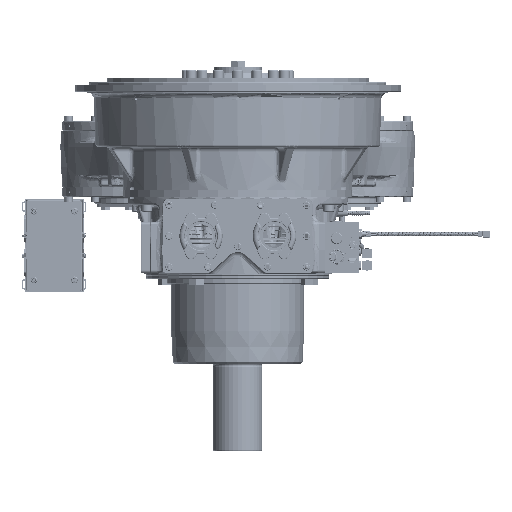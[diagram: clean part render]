
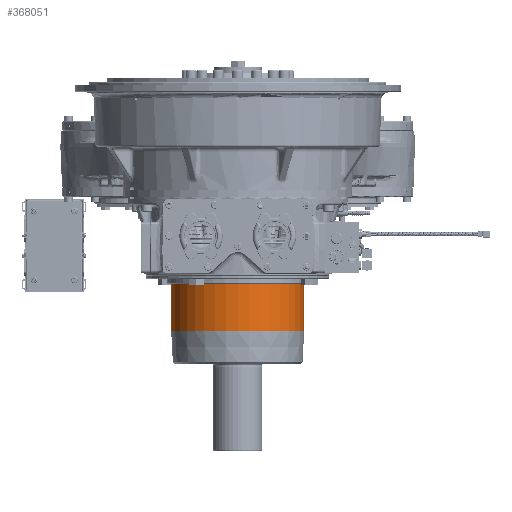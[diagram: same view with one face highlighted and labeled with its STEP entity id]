
A CAD part, front view. The second image highlights one B-rep face of the part: STEP entity #368051.
In plain terms, the highlighted cylindrical face has radius 145 mm (diameter 290 mm), a partial arc.
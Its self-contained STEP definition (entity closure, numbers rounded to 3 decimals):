
#20397 = EDGE_CURVE ( 'NONE', #281702, #410191, #419502, .T. ) ;
#40349 = DIRECTION ( 'NONE',  ( 0., 0., 1. ) ) ;
#57440 = DIRECTION ( 'NONE',  ( 0., 0., 1. ) ) ;
#63756 = CARTESIAN_POINT ( 'NONE',  ( -145., 0., -434.8 ) ) ;
#67247 = AXIS2_PLACEMENT_3D ( 'NONE', #436140, #40349, #495155 ) ;
#72383 = VECTOR ( 'NONE', #285614, 1000. ) ;
#114298 = CARTESIAN_POINT ( 'NONE',  ( 0., 0., -536.475 ) ) ;
#132038 = DIRECTION ( 'NONE',  ( 1., 0., 0. ) ) ;
#141973 = EDGE_CURVE ( 'NONE', #368536, #374310, #148085, .T. ) ;
#148085 = LINE ( 'NONE', #151008, #72383 ) ;
#151008 = CARTESIAN_POINT ( 'NONE',  ( -145., 0., -402.8 ) ) ;
#169848 = CIRCLE ( 'NONE', #485123, 145. ) ;
#256575 = FACE_OUTER_BOUND ( 'NONE', #282014, .T. ) ;
#281702 = VERTEX_POINT ( 'NONE', #292814 ) ;
#282014 = EDGE_LOOP ( 'NONE', ( #541124, #447610, #454231, #443312 ) ) ;
#285614 = DIRECTION ( 'NONE',  ( 0., 0., 1. ) ) ;
#290579 = CARTESIAN_POINT ( 'NONE',  ( -145., 0., -536.475 ) ) ;
#292814 = CARTESIAN_POINT ( 'NONE',  ( 145., 0., -536.475 ) ) ;
#296781 = DIRECTION ( 'NONE',  ( 0., 0., 1. ) ) ;
#311740 = VECTOR ( 'NONE', #57440, 1000. ) ;
#343340 = CYLINDRICAL_SURFACE ( 'NONE', #67247, 145. ) ;
#368051 = ADVANCED_FACE ( 'NONE', ( #256575 ), #343340, .T. ) ;
#368536 = VERTEX_POINT ( 'NONE', #290579 ) ;
#374310 = VERTEX_POINT ( 'NONE', #63756 ) ;
#410191 = VERTEX_POINT ( 'NONE', #548506 ) ;
#419502 = LINE ( 'NONE', #467241, #311740 ) ;
#436140 = CARTESIAN_POINT ( 'NONE',  ( 0., 0., -402.8 ) ) ;
#443312 = ORIENTED_EDGE ( 'NONE', *, *, #532907, .F. ) ;
#447610 = ORIENTED_EDGE ( 'NONE', *, *, #589955, .T. ) ;
#454231 = ORIENTED_EDGE ( 'NONE', *, *, #20397, .T. ) ;
#458040 = CARTESIAN_POINT ( 'NONE',  ( 0., 0., -434.8 ) ) ;
#467241 = CARTESIAN_POINT ( 'NONE',  ( 145., 0., -402.8 ) ) ;
#479350 = DIRECTION ( 'NONE',  ( 1., 0., 0. ) ) ;
#485123 = AXIS2_PLACEMENT_3D ( 'NONE', #458040, #508861, #132038 ) ;
#495155 = DIRECTION ( 'NONE',  ( 1., 0., 0. ) ) ;
#508861 = DIRECTION ( 'NONE',  ( 0., 0., 1. ) ) ;
#532907 = EDGE_CURVE ( 'NONE', #374310, #410191, #169848, .T. ) ;
#541124 = ORIENTED_EDGE ( 'NONE', *, *, #141973, .F. ) ;
#548506 = CARTESIAN_POINT ( 'NONE',  ( 145., 0., -434.8 ) ) ;
#562635 = AXIS2_PLACEMENT_3D ( 'NONE', #114298, #296781, #479350 ) ;
#581919 = CIRCLE ( 'NONE', #562635, 145. ) ;
#589955 = EDGE_CURVE ( 'NONE', #368536, #281702, #581919, .T. ) ;
